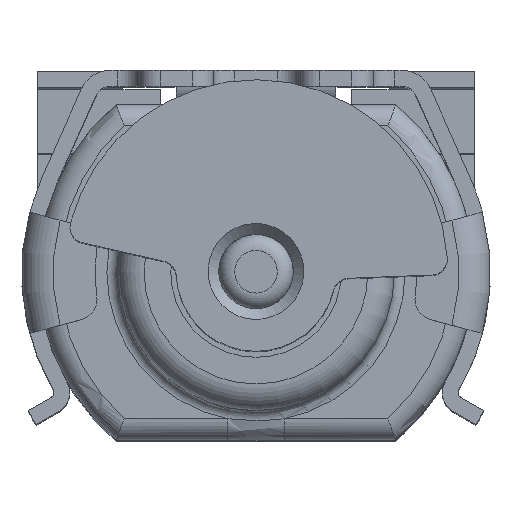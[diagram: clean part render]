
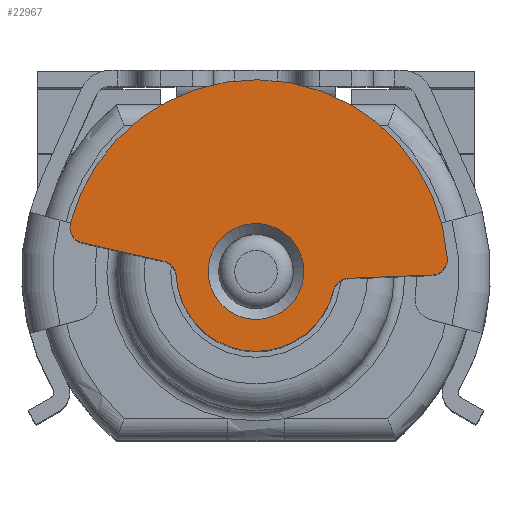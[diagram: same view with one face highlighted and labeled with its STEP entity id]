
A CAD part, top view. The second image highlights one B-rep face of the part: STEP entity #22967.
In plain terms, the highlighted planar face has unit normal (0, 0, 1).
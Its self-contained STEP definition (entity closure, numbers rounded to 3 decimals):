
#841=FACE_BOUND('',#3873,.T.);
#1294=PLANE('',#26285);
#2505=FACE_OUTER_BOUND('',#3872,.T.);
#3872=EDGE_LOOP('',(#20938,#20939,#20940,#20941,#20942,#20943,#20944,#20945));
#3873=EDGE_LOOP('',(#20946));
#5608=LINE('',#41215,#7344);
#5609=LINE('',#41223,#7345);
#7344=VECTOR('',#33724,10.);
#7345=VECTOR('',#33731,10.);
#8771=CIRCLE('',#26284,0.45);
#8772=CIRCLE('',#26286,0.75);
#8773=CIRCLE('',#26287,0.15);
#8774=CIRCLE('',#26288,0.15);
#8775=CIRCLE('',#26289,1.8);
#8776=CIRCLE('',#26290,0.15);
#8777=CIRCLE('',#26291,0.15);
#10986=VERTEX_POINT('',#41205);
#10987=VERTEX_POINT('',#41209);
#10988=VERTEX_POINT('',#41210);
#10989=VERTEX_POINT('',#41212);
#10990=VERTEX_POINT('',#41214);
#10991=VERTEX_POINT('',#41216);
#10992=VERTEX_POINT('',#41218);
#10993=VERTEX_POINT('',#41220);
#10994=VERTEX_POINT('',#41222);
#14313=EDGE_CURVE('',#10986,#10986,#8771,.T.);
#14314=EDGE_CURVE('',#10987,#10988,#8772,.T.);
#14315=EDGE_CURVE('',#10989,#10987,#8773,.T.);
#14316=EDGE_CURVE('',#10990,#10989,#5608,.T.);
#14317=EDGE_CURVE('',#10991,#10990,#8774,.T.);
#14318=EDGE_CURVE('',#10992,#10991,#8775,.T.);
#14319=EDGE_CURVE('',#10993,#10992,#8776,.T.);
#14320=EDGE_CURVE('',#10994,#10993,#5609,.T.);
#14321=EDGE_CURVE('',#10988,#10994,#8777,.T.);
#20938=ORIENTED_EDGE('',*,*,#14314,.F.);
#20939=ORIENTED_EDGE('',*,*,#14315,.F.);
#20940=ORIENTED_EDGE('',*,*,#14316,.F.);
#20941=ORIENTED_EDGE('',*,*,#14317,.F.);
#20942=ORIENTED_EDGE('',*,*,#14318,.F.);
#20943=ORIENTED_EDGE('',*,*,#14319,.F.);
#20944=ORIENTED_EDGE('',*,*,#14320,.F.);
#20945=ORIENTED_EDGE('',*,*,#14321,.F.);
#20946=ORIENTED_EDGE('',*,*,#14313,.F.);
#22967=ADVANCED_FACE('',(#2505,#841),#1294,.F.);
#26284=AXIS2_PLACEMENT_3D('',#41207,#33716,#33717);
#26285=AXIS2_PLACEMENT_3D('',#41208,#33718,#33719);
#26286=AXIS2_PLACEMENT_3D('',#41211,#33720,#33721);
#26287=AXIS2_PLACEMENT_3D('',#41213,#33722,#33723);
#26288=AXIS2_PLACEMENT_3D('',#41217,#33725,#33726);
#26289=AXIS2_PLACEMENT_3D('',#41219,#33727,#33728);
#26290=AXIS2_PLACEMENT_3D('',#41221,#33729,#33730);
#26291=AXIS2_PLACEMENT_3D('',#41224,#33732,#33733);
#33716=DIRECTION('center_axis',(0.,0.,1.));
#33717=DIRECTION('ref_axis',(1.,0.,0.));
#33718=DIRECTION('center_axis',(0.,0.,-1.));
#33719=DIRECTION('ref_axis',(0.996,0.092,0.));
#33720=DIRECTION('center_axis',(0.,0.,-1.));
#33721=DIRECTION('ref_axis',(1.,0.,0.));
#33722=DIRECTION('center_axis',(0.,0.,1.));
#33723=DIRECTION('ref_axis',(1.,0.,0.));
#33724=DIRECTION('',(0.991,0.131,0.));
#33725=DIRECTION('center_axis',(0.,0.,-1.));
#33726=DIRECTION('ref_axis',(1.,0.,0.));
#33727=DIRECTION('center_axis',(0.,0.,-1.));
#33728=DIRECTION('ref_axis',(1.,0.,0.));
#33729=DIRECTION('center_axis',(0.,0.,-1.));
#33730=DIRECTION('ref_axis',(1.,0.,0.));
#33731=DIRECTION('',(0.991,-0.131,0.));
#33732=DIRECTION('center_axis',(0.,0.,1.));
#33733=DIRECTION('ref_axis',(1.,0.,0.));
#41205=CARTESIAN_POINT('',(-0.45,0.,1.5));
#41207=CARTESIAN_POINT('Origin',(0.,0.,1.5));
#41208=CARTESIAN_POINT('Origin',(0.453,-0.561,1.5));
#41209=CARTESIAN_POINT('',(-0.742,0.111,1.5));
#41210=CARTESIAN_POINT('',(0.742,0.111,1.5));
#41211=CARTESIAN_POINT('Origin',(0.,0.,1.5));
#41212=CARTESIAN_POINT('',(-0.871,-0.016,1.5));
#41213=CARTESIAN_POINT('Origin',(-0.89,0.133,1.5));
#41214=CARTESIAN_POINT('',(-1.648,-0.118,1.5));
#41215=CARTESIAN_POINT('',(-0.195,0.073,1.5));
#41216=CARTESIAN_POINT('',(-1.776,-0.291,1.5));
#41217=CARTESIAN_POINT('Origin',(-1.628,-0.267,1.5));
#41218=CARTESIAN_POINT('',(1.776,-0.291,1.5));
#41219=CARTESIAN_POINT('Origin',(0.,0.,1.5));
#41220=CARTESIAN_POINT('',(1.648,-0.118,1.5));
#41221=CARTESIAN_POINT('Origin',(1.628,-0.267,1.5));
#41222=CARTESIAN_POINT('',(0.871,-0.016,1.5));
#41223=CARTESIAN_POINT('',(0.641,0.014,1.5));
#41224=CARTESIAN_POINT('Origin',(0.89,0.133,1.5));
